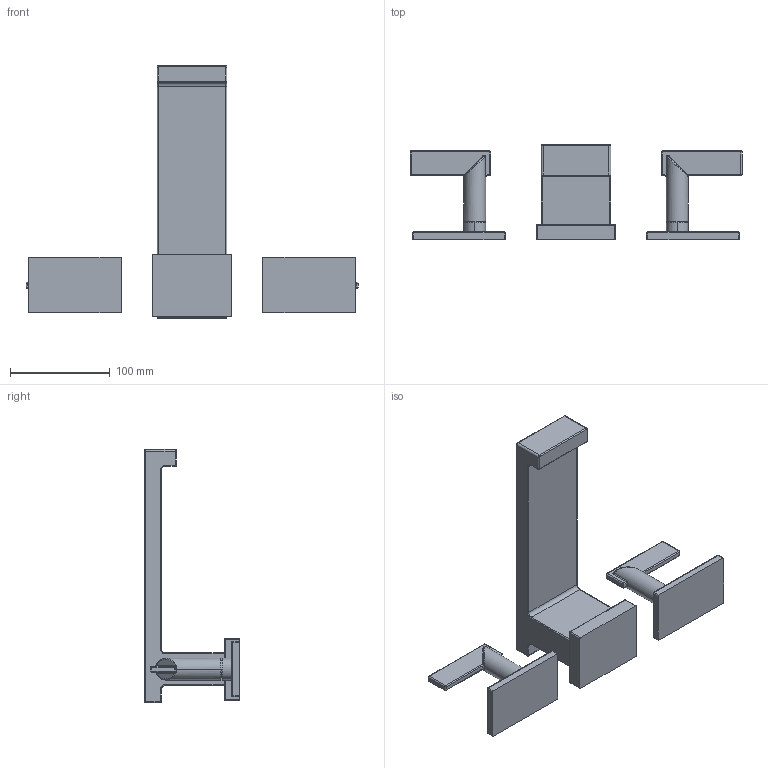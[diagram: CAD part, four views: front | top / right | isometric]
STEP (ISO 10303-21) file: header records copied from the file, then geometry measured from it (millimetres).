
FILE_DESCRIPTION((''),'2;1');
FILE_NAME('3-2546','2021-09-29T09:07:24',('rsmith'),(''),'CREO PARAMETRIC BY PTC INC, 2018400','CREO PARAMETRIC BY PTC INC, 2018400','');
FILE_SCHEMA(('AUTOMOTIVE_DESIGN { 1 0 10303 214 1 1 1 1 }'));
Length unit declared in the file: inch
Products named in the file (1): 3-2546
Bounding box: 333.25 x 95.5 x 254 mm (x, y, z)
Volume: 697280.8 mm3; surface area: 114312.4 mm2
Topology: 3 solids, 3 shells, 221 faces, 478 edges, 270 vertices
Faces by surface type: cylinder 98, plane 51, sphere 34, bspline 26, torus 12
Entity records: 9813 total; most frequent: CARTESIAN_POINT 2668, DIRECTION 1034, ORIENTED_EDGE 956, PRESENTATION_STYLE_ASSIGNMENT 591, STYLED_ITEM 481, CURVE_STYLE 478, EDGE_CURVE 478, AXIS2_PLACEMENT_3D 415
